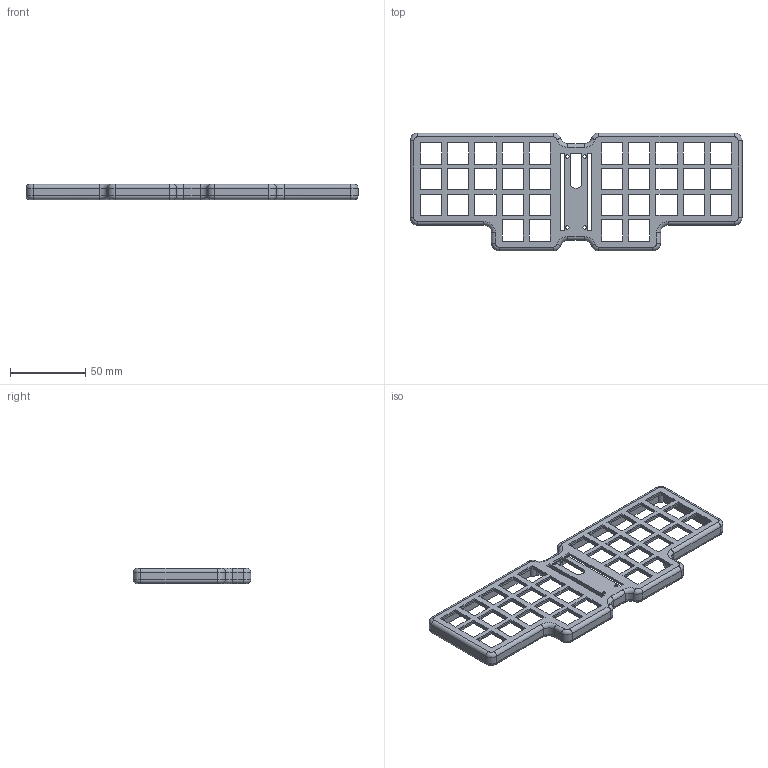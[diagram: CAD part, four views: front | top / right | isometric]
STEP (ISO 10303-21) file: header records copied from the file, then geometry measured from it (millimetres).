
FILE_DESCRIPTION(('HOOPS Exchange Step'),'2;1');
FILE_NAME('temp_export','2025-06-09T14:48:19-04:00',('jscotto'),('Shapr3D Limited'),'HOOPS Exchange 2024.8','Shapr3D','Authorized');
FILE_SCHEMA( ('AP242_MANAGED_MODEL_BASED_3D_ENGINEERING_MIM_LF {1 0 10303 442 1 1 4}') );
Length unit declared in the file: millimetre
Products named in the file (1): Case (V2)
Bounding box: 220 x 78 x 10.2 mm (x, y, z)
Volume: 38662.7 mm3; surface area: 31560.2 mm2
Topology: 1 solids, 1 shells, 515 faces, 1361 edges, 866 vertices
Faces by surface type: plane 377, cylinder 92, torus 32, cone 14
Full cylindrical faces by diameter (mm): 2.2 x4, 3.25 x10
Entity records: 16063 total; most frequent: CARTESIAN_POINT 2963, ORIENTED_EDGE 2722, DIRECTION 2629, EDGE_CURVE 1361, VECTOR 1093, LINE 1093, VERTEX_POINT 866, AXIS2_PLACEMENT_3D 768
